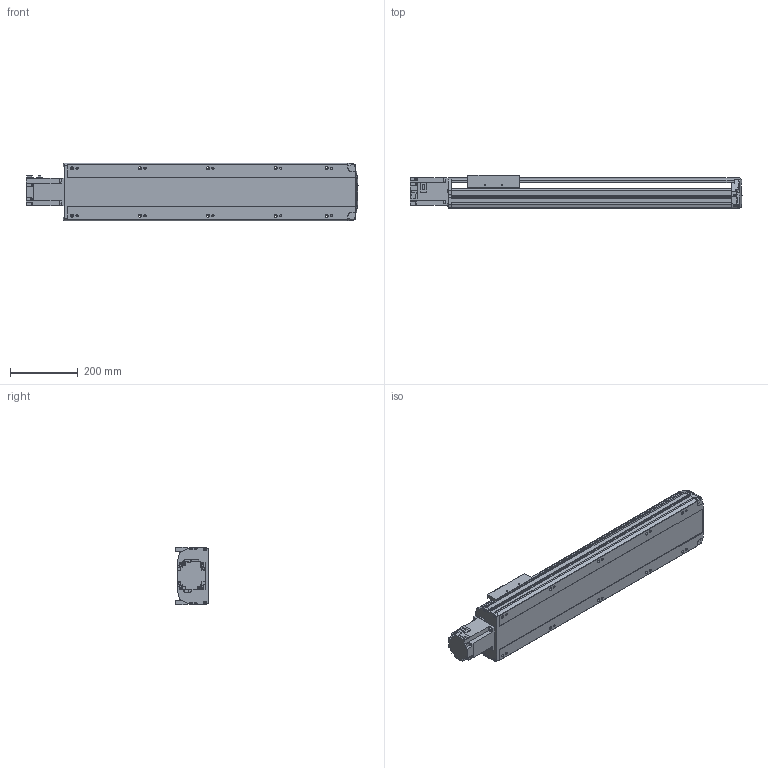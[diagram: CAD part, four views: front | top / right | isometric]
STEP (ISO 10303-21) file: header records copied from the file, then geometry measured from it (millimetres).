
FILE_DESCRIPTION (( 'STEP AP214' ), '1' );
FILE_NAME ('WEX170BC-20XLD-0600XXXX.STEP', '2025-02-28T16:35:46', ( '' ), ( '' ), 'SwSTEP 2.0', 'SolidWorks 2022', '' );
FILE_SCHEMA (( 'AUTOMOTIVE_DESIGN' ));
Length unit declared in the file: millimetre
Products named in the file (8): WEX170-600-1; WEX170BC-20XLD-0600XXXX; FANG STICKER; WEX170-600MOTOR; WEX170-600CARRIAGE; WEX170-600TOPPLATE; WEX170-600FANGTOOTH; WEX170-600-2
Assembly tree (6 placements, depth 2):
  WEX170BC-20XLD-0600XXXX
    WEX170-600-1
    WEX170-600CARRIAGE
    WEX170-600FANGTOOTH
    WEX170-600TOPPLATE
    WEX170-600MOTOR
    FANG STICKER
  WEX170-600-2
Bounding box: 978.02 x 97 x 170 mm (x, y, z)
Volume: 7216969.8 mm3; surface area: 1077660.4 mm2
Topology: 6 solids, 6 shells, 1112 faces, 3099 edges, 2054 vertices
Faces by surface type: plane 702, cylinder 373, torus 28, cone 8, sphere 1
Entity records: 37961 total; most frequent: CARTESIAN_POINT 8573, ORIENTED_EDGE 6198, DIRECTION 5929, EDGE_CURVE 3099, VECTOR 2173, LINE 2173, VERTEX_POINT 2054, AXIS2_PLACEMENT_3D 1878
